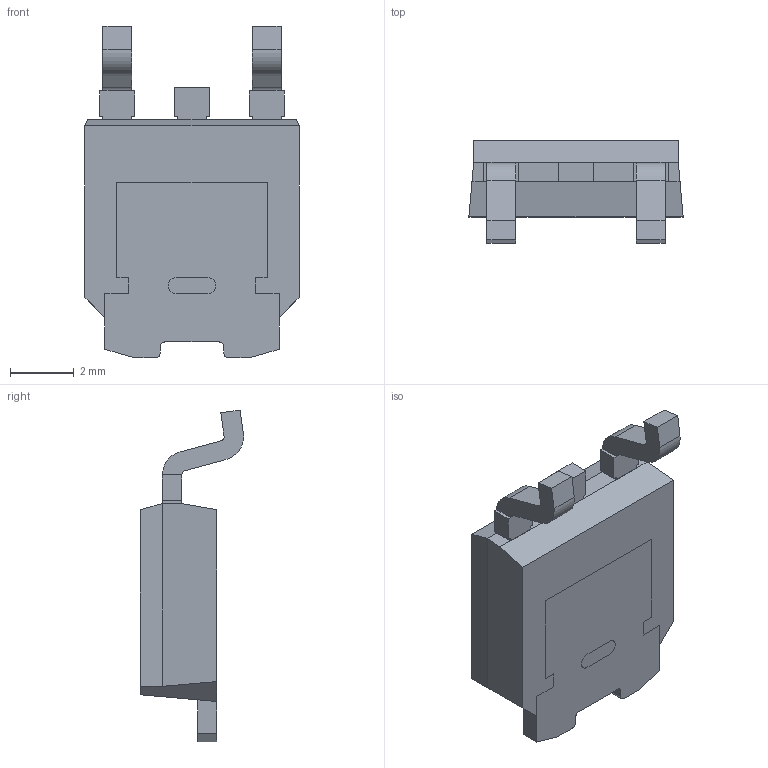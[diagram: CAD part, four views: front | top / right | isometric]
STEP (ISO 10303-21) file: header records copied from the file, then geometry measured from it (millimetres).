
FILE_DESCRIPTION (( 'STEP AP214' ), '1' );
FILE_NAME ('L78M05CDT-TR.STEP', '2021-06-15T14:04:32', ( '' ), ( '' ), 'SwSTEP 2.0', 'SolidWorks 2018', '' );
FILE_SCHEMA (( 'AUTOMOTIVE_DESIGN' ));
Length unit declared in the file: millimetre
Products named in the file (2): L78M05CDT-TR
Bounding box: 6.73 x 3.24 x 10.42 mm (x, y, z)
Volume: 103.3 mm3; surface area: 249.6 mm2
Topology: 5 solids, 5 shells, 116 faces, 296 edges, 192 vertices
Faces by surface type: plane 98, cylinder 18
Full cylindrical faces by diameter (mm): 1 x2
Entity records: 4605 total; most frequent: CARTESIAN_POINT 604, ORIENTED_EDGE 588, DIRECTION 566, EDGE_CURVE 294, LINE 258, VECTOR 258, VERTEX_POINT 192, AXIS2_PLACEMENT_3D 154
